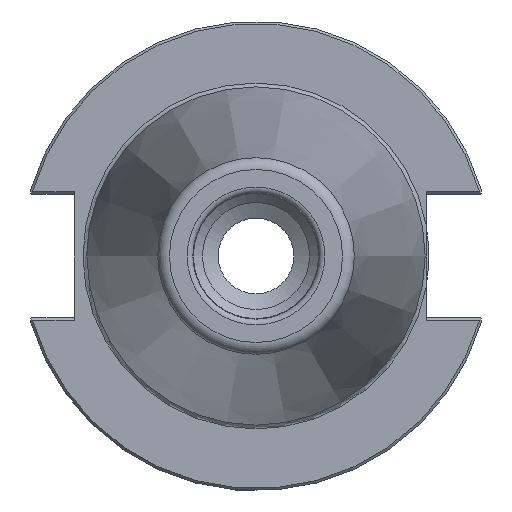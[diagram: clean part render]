
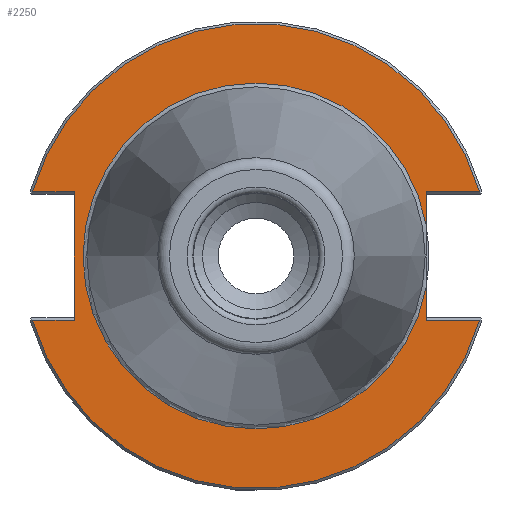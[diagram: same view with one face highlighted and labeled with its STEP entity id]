
A CAD part, left-side view. The second image highlights one B-rep face of the part: STEP entity #2250.
In plain terms, the highlighted planar face has unit normal (-1, 0, 0).
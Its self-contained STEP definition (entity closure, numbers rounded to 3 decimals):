
#149=PLANE('',#2441);
#219=FACE_OUTER_BOUND('',#341,.T.);
#341=EDGE_LOOP('',(#1646,#1647,#1648,#1649,#1650,#1651,#1652,#1653,#1654,
#1655,#1656));
#475=LINE('',#3569,#602);
#478=LINE('',#3628,#605);
#479=LINE('',#3634,#606);
#480=LINE('',#3636,#607);
#481=LINE('',#3640,#608);
#482=LINE('',#3642,#609);
#483=LINE('',#3643,#610);
#602=VECTOR('',#2821,10.);
#605=VECTOR('',#2840,10.);
#606=VECTOR('',#2845,10.);
#607=VECTOR('',#2846,10.);
#608=VECTOR('',#2849,10.);
#609=VECTOR('',#2850,10.);
#610=VECTOR('',#2851,10.);
#745=CIRCLE('',#2439,48.25);
#747=CIRCLE('',#2442,35.9);
#748=CIRCLE('',#2443,35.9);
#749=CIRCLE('',#2444,48.25);
#933=VERTEX_POINT('',#3566);
#934=VERTEX_POINT('',#3568);
#942=VERTEX_POINT('',#3615);
#945=VERTEX_POINT('',#3627);
#946=VERTEX_POINT('',#3629);
#947=VERTEX_POINT('',#3631);
#948=VERTEX_POINT('',#3633);
#949=VERTEX_POINT('',#3635);
#950=VERTEX_POINT('',#3637);
#951=VERTEX_POINT('',#3639);
#952=VERTEX_POINT('',#3641);
#1206=EDGE_CURVE('',#933,#934,#475,.T.);
#1218=EDGE_CURVE('',#934,#942,#745,.T.);
#1222=EDGE_CURVE('',#933,#945,#478,.T.);
#1223=EDGE_CURVE('',#945,#946,#747,.T.);
#1224=EDGE_CURVE('',#946,#947,#748,.T.);
#1225=EDGE_CURVE('',#947,#948,#479,.T.);
#1226=EDGE_CURVE('',#949,#948,#480,.T.);
#1227=EDGE_CURVE('',#950,#949,#749,.T.);
#1228=EDGE_CURVE('',#951,#950,#481,.T.);
#1229=EDGE_CURVE('',#951,#952,#482,.T.);
#1230=EDGE_CURVE('',#942,#952,#483,.T.);
#1646=ORIENTED_EDGE('',*,*,#1206,.F.);
#1647=ORIENTED_EDGE('',*,*,#1222,.T.);
#1648=ORIENTED_EDGE('',*,*,#1223,.T.);
#1649=ORIENTED_EDGE('',*,*,#1224,.T.);
#1650=ORIENTED_EDGE('',*,*,#1225,.T.);
#1651=ORIENTED_EDGE('',*,*,#1226,.F.);
#1652=ORIENTED_EDGE('',*,*,#1227,.F.);
#1653=ORIENTED_EDGE('',*,*,#1228,.F.);
#1654=ORIENTED_EDGE('',*,*,#1229,.T.);
#1655=ORIENTED_EDGE('',*,*,#1230,.F.);
#1656=ORIENTED_EDGE('',*,*,#1218,.F.);
#2250=ADVANCED_FACE('',(#219),#149,.T.);
#2439=AXIS2_PLACEMENT_3D('',#3616,#2834,#2835);
#2441=AXIS2_PLACEMENT_3D('',#3626,#2838,#2839);
#2442=AXIS2_PLACEMENT_3D('',#3630,#2841,#2842);
#2443=AXIS2_PLACEMENT_3D('',#3632,#2843,#2844);
#2444=AXIS2_PLACEMENT_3D('',#3638,#2847,#2848);
#2821=DIRECTION('',(0.,-1.,0.));
#2834=DIRECTION('center_axis',(1.,0.,0.));
#2835=DIRECTION('ref_axis',(0.,0.,-1.));
#2838=DIRECTION('center_axis',(-1.,0.,0.));
#2839=DIRECTION('ref_axis',(0.,0.,1.));
#2840=DIRECTION('',(0.,0.,1.));
#2841=DIRECTION('center_axis',(1.,0.,0.));
#2842=DIRECTION('ref_axis',(0.,0.,-1.));
#2843=DIRECTION('center_axis',(1.,0.,0.));
#2844=DIRECTION('ref_axis',(0.,0.,-1.));
#2845=DIRECTION('',(0.,0.,1.));
#2846=DIRECTION('',(0.,1.,0.));
#2847=DIRECTION('center_axis',(1.,0.,0.));
#2848=DIRECTION('ref_axis',(0.,0.,-1.));
#2849=DIRECTION('',(0.,1.,0.));
#2850=DIRECTION('',(0.,0.,-1.));
#2851=DIRECTION('',(0.,-1.,0.));
#3566=CARTESIAN_POINT('',(3.175,-35.3,-13.325));
#3568=CARTESIAN_POINT('',(3.175,-46.373,-13.325));
#3569=CARTESIAN_POINT('',(3.175,-13.707,-13.325));
#3615=CARTESIAN_POINT('',(3.175,46.373,-13.325));
#3616=CARTESIAN_POINT('Origin',(3.175,0.,
0.));
#3626=CARTESIAN_POINT('Origin',(3.175,48.25,0.));
#3627=CARTESIAN_POINT('',(3.175,-35.3,-6.536));
#3628=CARTESIAN_POINT('',(3.175,-35.3,-6.413));
#3629=CARTESIAN_POINT('',(3.175,0.,35.9));
#3630=CARTESIAN_POINT('Origin',(3.175,0.,
0.));
#3631=CARTESIAN_POINT('',(3.175,-35.3,6.536));
#3632=CARTESIAN_POINT('Origin',(3.175,0.,
0.));
#3633=CARTESIAN_POINT('',(3.175,-35.3,13.325));
#3634=CARTESIAN_POINT('',(3.175,-35.3,-6.413));
#3635=CARTESIAN_POINT('',(3.175,-46.373,13.325));
#3636=CARTESIAN_POINT('',(3.175,6.475,13.325));
#3637=CARTESIAN_POINT('',(3.175,46.373,13.325));
#3638=CARTESIAN_POINT('Origin',(3.175,0.,
0.));
#3639=CARTESIAN_POINT('',(3.175,37.7,13.325));
#3640=CARTESIAN_POINT('',(3.175,61.395,13.325));
#3641=CARTESIAN_POINT('',(3.175,37.7,-13.325));
#3642=CARTESIAN_POINT('',(3.175,37.7,6.413));
#3643=CARTESIAN_POINT('',(3.175,42.975,-13.325));
